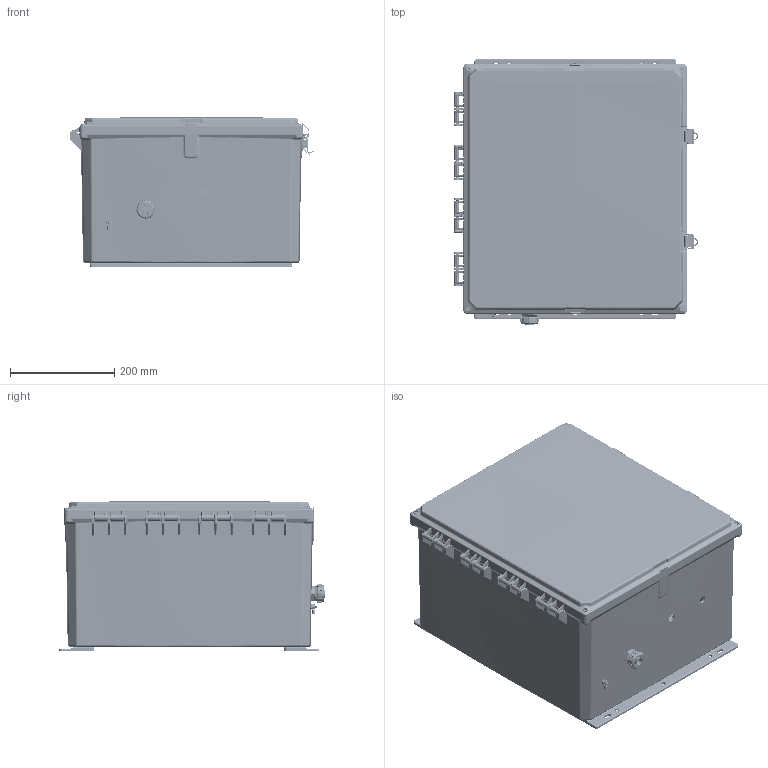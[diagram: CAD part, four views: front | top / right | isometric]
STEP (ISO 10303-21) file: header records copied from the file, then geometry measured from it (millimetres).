
FILE_DESCRIPTION (( 'STEP AP214' ), '1' );
FILE_NAME ('TEBPC181610-000DR.step', '2020-01-30T21:53:18', ( '' ), ( '' ), 'SwSTEP 2.0', 'SolidWorks 2018', '' );
FILE_SCHEMA (( 'AUTOMOTIVE_DESIGN' ));
Length unit declared in the file: millimetre
Products named in the file (18): 10-32 NEMA PLATE SCREW; XF903-01; TEBPC181610_16IN-MNT-FLANGE; 1BE04-023; XFS-0026; TEBPC181610_Lid; XFW-0002; XCT-0011; XCT-0010; XCT-0005; TEBPC181610_Latch; XFN-0003; Integra-Upper Insert; TEBPC181610_Box; XC-0003; XNBBPC181610-01; TEBPC181610-000DR; Integra-Bottom Insert
Assembly tree (37 placements, depth 3):
  TEBPC181610-000DR
    XNBBPC181610-01
      TEBPC181610_Box
      TEBPC181610_Lid
      TEBPC181610_Latch  x2
      TEBPC181610_16IN-MNT-FLANGE  x2
      Integra-Bottom Insert  x4
      Integra-Upper Insert  x4
    XFW-0002  x5
    XC-0003
    XCT-0005
    XFN-0003  x2
    XFS-0026
    XCT-0010
    XCT-0011
    10-32 NEMA PLATE SCREW  x4
    1BE04-023  x2
    XF903-01  x4
Bounding box: 469.2 x 510.57 x 290.07 mm (x, y, z)
Volume: 5428382.6 mm3; surface area: 2118319.8 mm2
Topology: 40 solids, 41 shells, 7955 faces, 19003 edges, 10708 vertices
Faces by surface type: cylinder 2370, bspline 2014, plane 1736, cone 1673, torus 162
Entity records: 242740 total; most frequent: CARTESIAN_POINT 127479, ORIENTED_EDGE 25710, DIRECTION 18871, EDGE_CURVE 12855, VERTEX_POINT 7486, AXIS2_PLACEMENT_3D 7025, EDGE_LOOP 5705, FACE_OUTER_BOUND 5489
